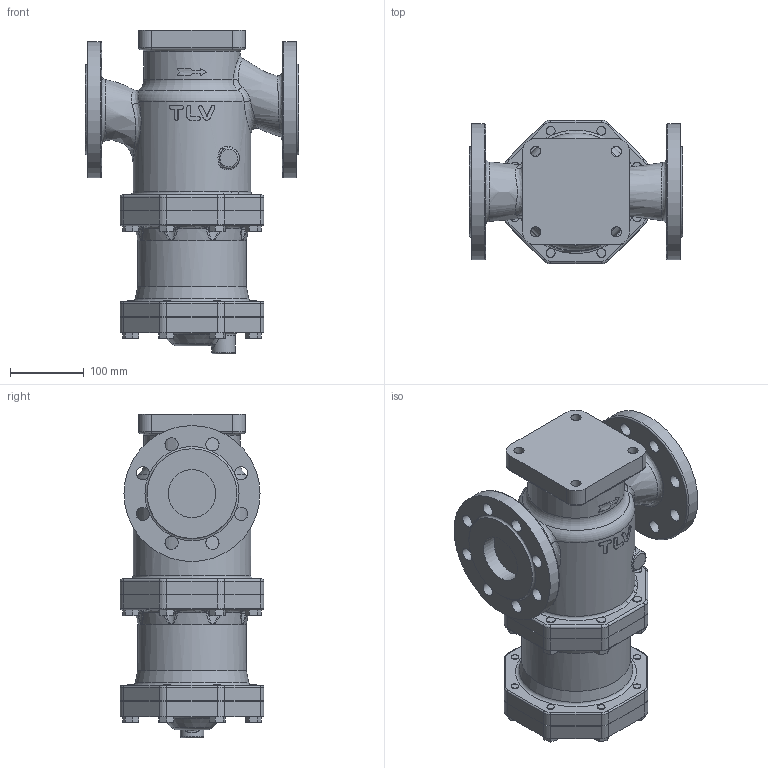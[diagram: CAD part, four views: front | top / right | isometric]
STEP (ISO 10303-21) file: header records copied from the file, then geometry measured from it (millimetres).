
FILE_DESCRIPTION(/* description */ (''),/* implementation_level */ '2;1');
FILE_NAME(/* name */ 'rcv2d-065-e0025-00.stp',/* time_stamp */ '2018-11-13T07:36:21+09:00',/* author */ ('nakaot'),/* organization */ (''),/* preprocessor_version */ 'ST-DEVELOPER v15.6',/* originating_system */ 'Autodesk Inventor 2015',/* authorisation */ '');
FILE_SCHEMA (('CONFIG_CONTROL_DESIGN'));
Length unit declared in the file: millimetre
Products named in the file (1): rcv2d-065-e0025-00
Bounding box: 290 x 195 x 440.2 mm (x, y, z)
Volume: 10061884.9 mm3; surface area: 591029.2 mm2
Topology: 1 solids, 1 shells, 549 faces, 1406 edges, 871 vertices
Faces by surface type: plane 218, cylinder 156, bspline 105, torus 59, cone 11
Full cylindrical faces by diameter (mm): 10 x8, 10.106 x8, 12 x16, 13.835 x4, 14 x16, 17.475 x1, 18 x16, 32 x1, 65 x2, 102.233 x1, 125.374 x1, 131 x1, 148 x1, 160 x1, 185 x2
Entity records: 20804 total; most frequent: CARTESIAN_POINT 8632, ORIENTED_EDGE 2438, DIRECTION 2394, EDGE_CURVE 1219, AXIS2_PLACEMENT_3D 943, VERTEX_POINT 809, EDGE_LOOP 758, FACE_OUTER_BOUND 549
